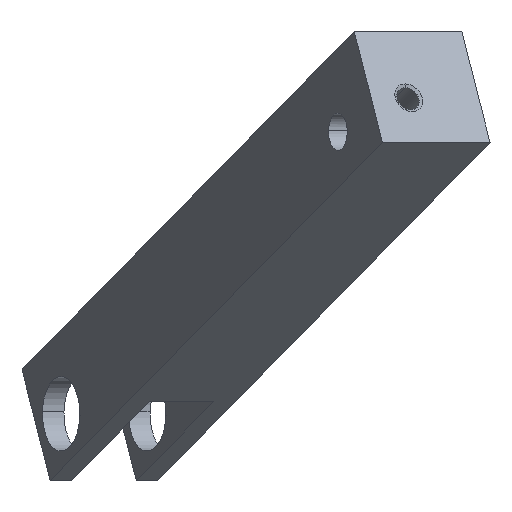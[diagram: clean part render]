
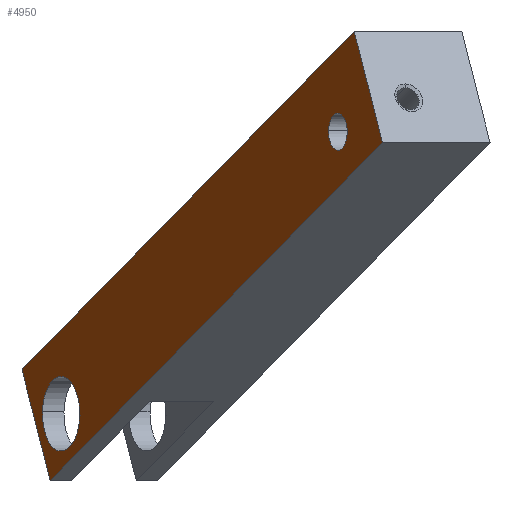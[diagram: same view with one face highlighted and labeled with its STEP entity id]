
A CAD part, front view. The second image highlights one B-rep face of the part: STEP entity #4950.
In plain terms, the highlighted face is planar.
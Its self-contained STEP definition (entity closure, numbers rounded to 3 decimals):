
#1210=CARTESIAN_POINT('',(10.804,-17.3,
-10.396));
#1220=VERTEX_POINT('',#1210);
#1370=CARTESIAN_POINT('',(19.464,-17.3,
-15.396));
#1380=VERTEX_POINT('',#1370);
#1410=CARTESIAN_POINT('',(0.,-17.3,-4.159));
#1420=DIRECTION('',(0.866,0.,
-0.5));
#1430=VECTOR('',#1420,1.);
#1440=LINE('',#1410,#1430);
#1450=EDGE_CURVE('',#1220,#1380,#1440,.T.);
#1960=CARTESIAN_POINT('',(49.464,-17.3,
36.565));
#1970=VERTEX_POINT('',#1960);
#2000=CARTESIAN_POINT('',(28.93,-17.3,1.));
#2010=DIRECTION('',(0.5,0.,0.866));
#2020=VECTOR('',#2010,1.);
#2030=LINE('',#2000,#2020);
#2040=EDGE_CURVE('',#1380,#1970,#2030,.T.);
#2180=CARTESIAN_POINT('',(44.,-17.3,38.101));
#2190=VERTEX_POINT('',#2180);
#2370=CARTESIAN_POINT('',(44.,-17.3,32.101));
#2380=VERTEX_POINT('',#2370);
#2410=CARTESIAN_POINT('',(44.,-17.3,35.101));
#2420=DIRECTION('',(0.,-1.,0.));
#2430=DIRECTION('',(0.,0.,1.));
#2440=AXIS2_PLACEMENT_3D('',#2410,#2420,#2430);
#2450=CIRCLE('',#2440,3.);
#2460=EDGE_CURVE('',#2380,#2190,#2450,.T.);
#3120=CARTESIAN_POINT('',(16.806,-17.3,
0.));
#3130=DIRECTION('',(-0.5,0.,-0.866));
#3140=VECTOR('',#3130,1.);
#3150=LINE('',#3120,#3140);
#3160=CARTESIAN_POINT('',(40.804,-17.3,
41.565));
#3170=VERTEX_POINT('',#3160);
#3180=EDGE_CURVE('',#3170,#1220,#3150,.T.);
#3370=CARTESIAN_POINT('',(0.,-17.3,65.123));
#3380=DIRECTION('',(-0.866,0.,0.5));
#3390=VECTOR('',#3380,1.);
#3400=LINE('',#3370,#3390);
#3410=EDGE_CURVE('',#1970,#3170,#3400,.T.);
#4640=CARTESIAN_POINT('',(32.579,-17.3,
15.572));
#4650=DIRECTION('',(0.,-1.,0.));
#4660=DIRECTION('',(0.,0.,1.));
#4670=AXIS2_PLACEMENT_3D('',#4640,#4650,#4660);
#4680=PLANE('',#4670);
#4690=EDGE_CURVE('',#2190,#2380,#2450,.T.);
#4700=ORIENTED_EDGE('',*,*,#4690,.T.);
#4710=ORIENTED_EDGE('',*,*,#2460,.T.);
#4720=EDGE_LOOP('',(#4710,#4700));
#4730=FACE_BOUND('',#4720,.T.);
#4740=CARTESIAN_POINT('',(19.,-17.3,-8.2));
#4750=DIRECTION('',(0.,-1.,0.));
#4760=DIRECTION('',(0.,0.,1.));
#4770=AXIS2_PLACEMENT_3D('',#4740,#4750,#4760);
#4780=CIRCLE('',#4770,1.5);
#4790=CARTESIAN_POINT('',(19.,-17.3,-6.7));
#4800=VERTEX_POINT('',#4790);
#4810=CARTESIAN_POINT('',(19.,-17.3,-9.7));
#4820=VERTEX_POINT('',#4810);
#4830=EDGE_CURVE('',#4800,#4820,#4780,.T.);
#4840=ORIENTED_EDGE('',*,*,#4830,.T.);
#4850=EDGE_CURVE('',#4820,#4800,#4780,.T.);
#4860=ORIENTED_EDGE('',*,*,#4850,.T.);
#4870=EDGE_LOOP('',(#4860,#4840));
#4880=FACE_BOUND('',#4870,.T.);
#4890=ORIENTED_EDGE('',*,*,#2040,.F.);
#4900=ORIENTED_EDGE('',*,*,#3410,.F.);
#4910=ORIENTED_EDGE('',*,*,#3180,.F.);
#4920=ORIENTED_EDGE('',*,*,#1450,.F.);
#4930=EDGE_LOOP('',(#4920,#4910,#4900,#4890));
#4940=FACE_OUTER_BOUND('',#4930,.T.);
#4950=ADVANCED_FACE('',(#4730,#4880,#4940),#4680,.F.);
